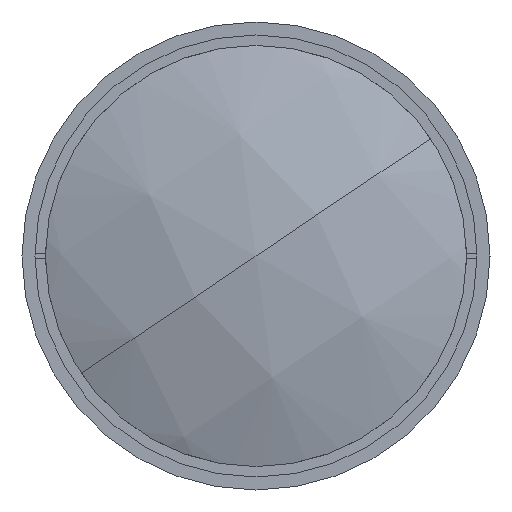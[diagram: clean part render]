
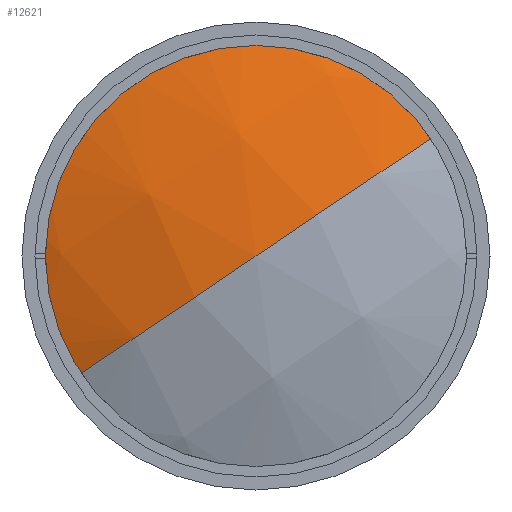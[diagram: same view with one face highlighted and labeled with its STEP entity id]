
A CAD part, left-side view. The second image highlights one B-rep face of the part: STEP entity #12621.
In plain terms, the highlighted spherical face has radius 111.8 mm.
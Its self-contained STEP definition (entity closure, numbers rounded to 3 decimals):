
#755 = DIRECTION ( 'NONE',  ( -1., 0., 0. ) ) ;
#1252 = CARTESIAN_POINT ( 'NONE',  ( 113.3, 0., 0. ) ) ;
#1571 = SPHERICAL_SURFACE ( 'NONE', #25092, 111.8 ) ;
#2693 = EDGE_LOOP ( 'NONE', ( #23076, #24898, #9909 ) ) ;
#3532 = DIRECTION ( 'NONE',  ( 0., 0.558, 0.83 ) ) ;
#5828 = DIRECTION ( 'NONE',  ( 0., -0.83, 0.558 ) ) ;
#5868 = CARTESIAN_POINT ( 'NONE',  ( 113.3, 0., 0. ) ) ;
#7450 = EDGE_CURVE ( 'NONE', #10992, #16294, #15869, .T. ) ;
#8181 = DIRECTION ( 'NONE',  ( 0., -0.83, 0.558 ) ) ;
#9909 = ORIENTED_EDGE ( 'NONE', *, *, #7450, .F. ) ;
#10992 = VERTEX_POINT ( 'NONE', #20336 ) ;
#11171 = CIRCLE ( 'NONE', #27957, 111.8 ) ;
#11687 = CARTESIAN_POINT ( 'NONE',  ( 113.3, 0., 0. ) ) ;
#12208 = CIRCLE ( 'NONE', #17310, 41.5 ) ;
#12621 = ADVANCED_FACE ( 'NONE', ( #14544 ), #1571, .T. ) ;
#13995 = DIRECTION ( 'NONE',  ( 0., 0.83, -0.558 ) ) ;
#14544 = FACE_OUTER_BOUND ( 'NONE', #2693, .T. ) ;
#14550 = CARTESIAN_POINT ( 'NONE',  ( 9.488, 0., 0. ) ) ;
#15869 = CIRCLE ( 'NONE', #28148, 111.8 ) ;
#16294 = VERTEX_POINT ( 'NONE', #22054 ) ;
#16852 = DIRECTION ( 'NONE',  ( 0., 0.558, 0.83 ) ) ;
#17310 = AXIS2_PLACEMENT_3D ( 'NONE', #14550, #755, #16852 ) ;
#20056 = EDGE_CURVE ( 'NONE', #22026, #16294, #11171, .T. ) ;
#20336 = CARTESIAN_POINT ( 'NONE',  ( 9.488, -34.435, 23.162 ) ) ;
#22026 = VERTEX_POINT ( 'NONE', #22746 ) ;
#22048 = DIRECTION ( 'NONE',  ( 0., 0.558, 0.83 ) ) ;
#22054 = CARTESIAN_POINT ( 'NONE',  ( 1.5, 0., 0. ) ) ;
#22746 = CARTESIAN_POINT ( 'NONE',  ( 9.488, 34.435, -23.162 ) ) ;
#23076 = ORIENTED_EDGE ( 'NONE', *, *, #28107, .T. ) ;
#24898 = ORIENTED_EDGE ( 'NONE', *, *, #20056, .T. ) ;
#25092 = AXIS2_PLACEMENT_3D ( 'NONE', #1252, #3532, #5828 ) ;
#27900 = DIRECTION ( 'NONE',  ( 0., -0.558, -0.83 ) ) ;
#27957 = AXIS2_PLACEMENT_3D ( 'NONE', #5868, #22048, #8181 ) ;
#28107 = EDGE_CURVE ( 'NONE', #10992, #22026, #12208, .T. ) ;
#28148 = AXIS2_PLACEMENT_3D ( 'NONE', #11687, #27900, #13995 ) ;
